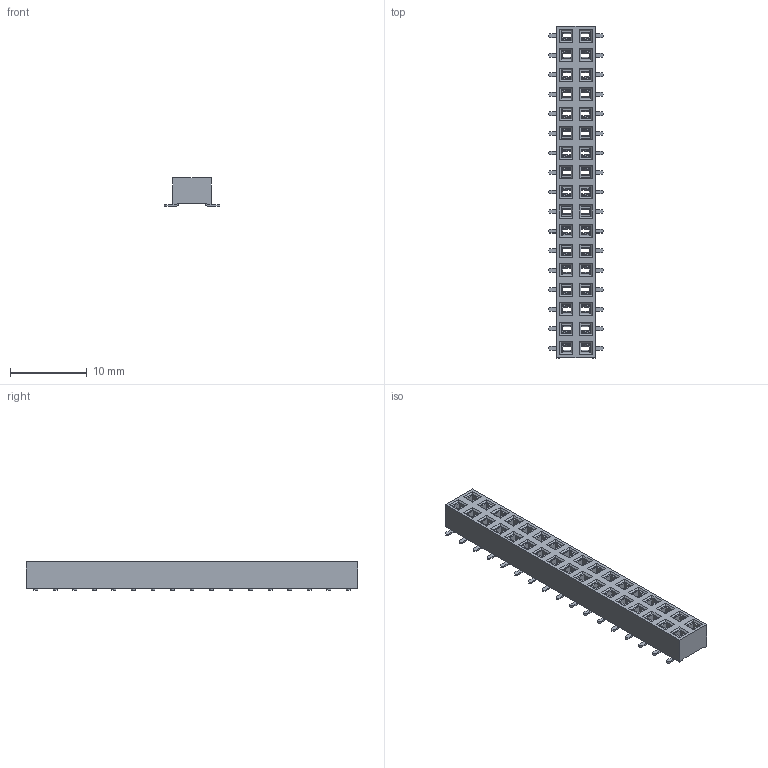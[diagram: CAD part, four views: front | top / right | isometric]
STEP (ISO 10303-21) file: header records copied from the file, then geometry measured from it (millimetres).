
FILE_DESCRIPTION(/* description */ ('Unknown'),/* implementation_level */ '2;1');
FILE_NAME(/* name */ 'J_Wurth_WR-PHD_610034243021',/* time_stamp */ '2025-04-21T13:59:58+08:00',/* author */ ('Unknown'),/* organization */ ('Unknown'),/* preprocessor_version */ 'ST-DEVELOPER v19.4',/* originating_system */ 'Solid Edge',/* authorisation */ 'Unknown');
FILE_SCHEMA (('AUTOMOTIVE_DESIGN {1 0 10303 214 3 1 1}'));
Products named in the file (2): J_Wurth_WR-PHD_610034243021
Assembly tree (1 placements, depth 2):
  J_Wurth_WR-PHD_610034243021
    J_Wurth_WR-PHD_610034243021
Bounding box: 7.21 x 43.18 x 3.7 mm (x, y, z)
Volume: 602.6 mm3; surface area: 2129 mm2
Topology: 35 solids, 35 shells, 2866 faces, 7742 edges, 4912 vertices
Faces by surface type: plane 2048, cylinder 818
Entity records: 89014 total; most frequent: CARTESIAN_POINT 15522, ORIENTED_EDGE 15484, DIRECTION 15114, EDGE_CURVE 7742, LINE 6106, VECTOR 6106, VERTEX_POINT 4912, AXIS2_PLACEMENT_3D 4504
